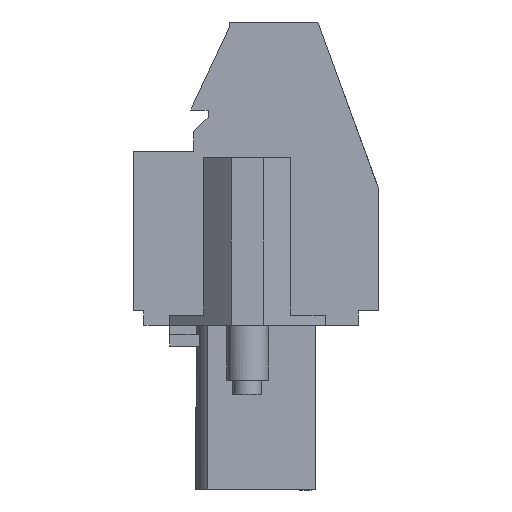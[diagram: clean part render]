
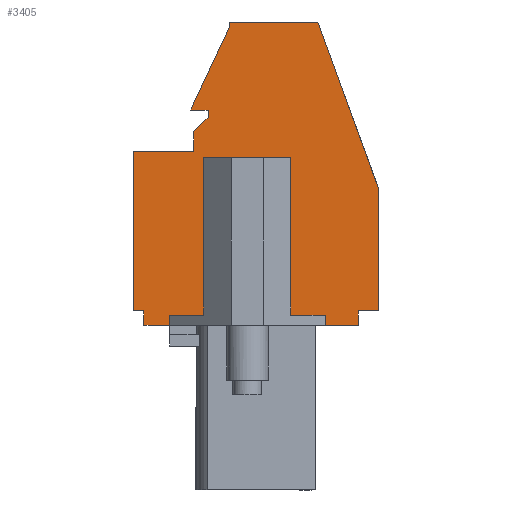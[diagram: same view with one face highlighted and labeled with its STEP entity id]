
A CAD part, left-side view. The second image highlights one B-rep face of the part: STEP entity #3405.
In plain terms, the highlighted planar face has unit normal (-1, 0, 0).
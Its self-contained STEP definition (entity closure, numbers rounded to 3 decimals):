
#1319=AXIS2_PLACEMENT_3D('Plane Axis2P3D',#1316,#1317,#1318) ;
#107=CARTESIAN_POINT('Line Origine',(3.47,1.782,7.95)) ;
#111=CARTESIAN_POINT('Vertex',(3.47,2.58,7.95)) ;
#113=CARTESIAN_POINT('Vertex',(3.47,0.983,7.95)) ;
#148=CARTESIAN_POINT('Vertex',(3.47,10.08,7.95)) ;
#151=CARTESIAN_POINT('Line Origine',(3.47,10.705,7.95)) ;
#155=CARTESIAN_POINT('Vertex',(3.47,11.33,7.95)) ;
#1316=CARTESIAN_POINT('Axis2P3D Location',(3.47,0.,0.)) ;
#3261=CARTESIAN_POINT('Line Origine',(3.47,0.983,8.3)) ;
#3265=CARTESIAN_POINT('Vertex',(3.47,0.983,8.65)) ;
#3268=CARTESIAN_POINT('Line Origine',(3.47,0.492,8.65)) ;
#3272=CARTESIAN_POINT('Vertex',(3.47,0.,8.65)) ;
#3275=CARTESIAN_POINT('Line Origine',(3.47,0.,11.611)) ;
#3279=CARTESIAN_POINT('Vertex',(3.47,0.,14.572)) ;
#3282=CARTESIAN_POINT('Line Origine',(3.47,1.461,18.586)) ;
#3286=CARTESIAN_POINT('Vertex',(3.47,2.922,22.6)) ;
#3289=CARTESIAN_POINT('Line Origine',(3.47,5.052,22.6)) ;
#3293=CARTESIAN_POINT('Vertex',(3.47,7.181,22.6)) ;
#3296=CARTESIAN_POINT('Line Origine',(3.47,7.181,22.5)) ;
#3300=CARTESIAN_POINT('Vertex',(3.47,7.181,22.4)) ;
#3303=CARTESIAN_POINT('Line Origine',(3.47,8.126,20.375)) ;
#3307=CARTESIAN_POINT('Vertex',(3.47,9.07,18.35)) ;
#3310=CARTESIAN_POINT('Line Origine',(3.47,8.65,18.35)) ;
#3314=CARTESIAN_POINT('Vertex',(3.47,8.23,18.35)) ;
#3317=CARTESIAN_POINT('Line Origine',(3.47,8.23,18.175)) ;
#3321=CARTESIAN_POINT('Vertex',(3.47,8.23,18.)) ;
#3324=CARTESIAN_POINT('Line Origine',(3.47,8.58,17.65)) ;
#3328=CARTESIAN_POINT('Vertex',(3.47,8.93,17.3)) ;
#3331=CARTESIAN_POINT('Line Origine',(3.47,8.93,16.825)) ;
#3335=CARTESIAN_POINT('Vertex',(3.47,8.93,16.35)) ;
#3338=CARTESIAN_POINT('Line Origine',(3.47,10.38,16.35)) ;
#3342=CARTESIAN_POINT('Vertex',(3.47,11.83,16.35)) ;
#3345=CARTESIAN_POINT('Line Origine',(3.47,11.83,12.5)) ;
#3349=CARTESIAN_POINT('Vertex',(3.47,11.83,8.65)) ;
#3352=CARTESIAN_POINT('Line Origine',(3.47,11.58,8.65)) ;
#3356=CARTESIAN_POINT('Vertex',(3.47,11.33,8.65)) ;
#3359=CARTESIAN_POINT('Line Origine',(3.47,11.33,8.3)) ;
#3364=CARTESIAN_POINT('Line Origine',(3.47,10.08,8.2)) ;
#3368=CARTESIAN_POINT('Vertex',(3.47,10.08,8.45)) ;
#3371=CARTESIAN_POINT('Line Origine',(3.47,6.33,8.45)) ;
#3375=CARTESIAN_POINT('Vertex',(3.47,2.58,8.45)) ;
#3378=CARTESIAN_POINT('Line Origine',(3.47,2.58,8.2)) ;
#108=DIRECTION('Vector Direction',(0.,-1.,0.)) ;
#152=DIRECTION('Vector Direction',(0.,-1.,0.)) ;
#1317=DIRECTION('Axis2P3D Direction',(-1.,0.,0.)) ;
#1318=DIRECTION('Axis2P3D XDirection',(0.,0.,1.)) ;
#3262=DIRECTION('Vector Direction',(0.,0.,1.)) ;
#3269=DIRECTION('Vector Direction',(0.,-1.,0.)) ;
#3276=DIRECTION('Vector Direction',(0.,0.,1.)) ;
#3283=DIRECTION('Vector Direction',(0.,-0.342,-0.94)) ;
#3290=DIRECTION('Vector Direction',(0.,-1.,0.)) ;
#3297=DIRECTION('Vector Direction',(0.,0.,1.)) ;
#3304=DIRECTION('Vector Direction',(0.,-0.423,0.906)) ;
#3311=DIRECTION('Vector Direction',(0.,1.,0.)) ;
#3318=DIRECTION('Vector Direction',(0.,0.,1.)) ;
#3325=DIRECTION('Vector Direction',(0.,-0.707,0.707)) ;
#3332=DIRECTION('Vector Direction',(0.,0.,1.)) ;
#3339=DIRECTION('Vector Direction',(0.,-1.,0.)) ;
#3346=DIRECTION('Vector Direction',(0.,0.,1.)) ;
#3353=DIRECTION('Vector Direction',(0.,1.,0.)) ;
#3360=DIRECTION('Vector Direction',(0.,0.,-1.)) ;
#3365=DIRECTION('Vector Direction',(0.,0.,1.)) ;
#3372=DIRECTION('Vector Direction',(0.,1.,0.)) ;
#3379=DIRECTION('Vector Direction',(0.,0.,1.)) ;
#109=VECTOR('Line Direction',#108,1.) ;
#153=VECTOR('Line Direction',#152,1.) ;
#3263=VECTOR('Line Direction',#3262,1.) ;
#3270=VECTOR('Line Direction',#3269,1.) ;
#3277=VECTOR('Line Direction',#3276,1.) ;
#3284=VECTOR('Line Direction',#3283,1.) ;
#3291=VECTOR('Line Direction',#3290,1.) ;
#3298=VECTOR('Line Direction',#3297,1.) ;
#3305=VECTOR('Line Direction',#3304,1.) ;
#3312=VECTOR('Line Direction',#3311,1.) ;
#3319=VECTOR('Line Direction',#3318,1.) ;
#3326=VECTOR('Line Direction',#3325,1.) ;
#3333=VECTOR('Line Direction',#3332,1.) ;
#3340=VECTOR('Line Direction',#3339,1.) ;
#3347=VECTOR('Line Direction',#3346,1.) ;
#3354=VECTOR('Line Direction',#3353,1.) ;
#3361=VECTOR('Line Direction',#3360,1.) ;
#3366=VECTOR('Line Direction',#3365,1.) ;
#3373=VECTOR('Line Direction',#3372,1.) ;
#3380=VECTOR('Line Direction',#3379,1.) ;
#3384=ORIENTED_EDGE('',*,*,#115,.T.) ;
#3385=ORIENTED_EDGE('',*,*,#3267,.T.) ;
#3386=ORIENTED_EDGE('',*,*,#3274,.T.) ;
#3387=ORIENTED_EDGE('',*,*,#3281,.T.) ;
#3388=ORIENTED_EDGE('',*,*,#3288,.T.) ;
#3389=ORIENTED_EDGE('',*,*,#3295,.T.) ;
#3390=ORIENTED_EDGE('',*,*,#3302,.T.) ;
#3391=ORIENTED_EDGE('',*,*,#3309,.T.) ;
#3392=ORIENTED_EDGE('',*,*,#3316,.T.) ;
#3393=ORIENTED_EDGE('',*,*,#3323,.T.) ;
#3394=ORIENTED_EDGE('',*,*,#3330,.T.) ;
#3395=ORIENTED_EDGE('',*,*,#3337,.T.) ;
#3396=ORIENTED_EDGE('',*,*,#3344,.T.) ;
#3397=ORIENTED_EDGE('',*,*,#3351,.T.) ;
#3398=ORIENTED_EDGE('',*,*,#3358,.T.) ;
#3399=ORIENTED_EDGE('',*,*,#3363,.T.) ;
#3400=ORIENTED_EDGE('',*,*,#157,.T.) ;
#3401=ORIENTED_EDGE('',*,*,#3370,.T.) ;
#3402=ORIENTED_EDGE('',*,*,#3377,.F.) ;
#3403=ORIENTED_EDGE('',*,*,#3382,.F.) ;
#3405=ADVANCED_FACE('HOUSING',(#3404),#1320,.T.) ;
#115=EDGE_CURVE('',#112,#114,#110,.T.) ;
#157=EDGE_CURVE('',#156,#149,#154,.T.) ;
#3267=EDGE_CURVE('',#114,#3266,#3264,.T.) ;
#3274=EDGE_CURVE('',#3266,#3273,#3271,.T.) ;
#3281=EDGE_CURVE('',#3273,#3280,#3278,.T.) ;
#3288=EDGE_CURVE('',#3280,#3287,#3285,.F.) ;
#3295=EDGE_CURVE('',#3287,#3294,#3292,.F.) ;
#3302=EDGE_CURVE('',#3294,#3301,#3299,.F.) ;
#3309=EDGE_CURVE('',#3301,#3308,#3306,.F.) ;
#3316=EDGE_CURVE('',#3308,#3315,#3313,.F.) ;
#3323=EDGE_CURVE('',#3315,#3322,#3320,.F.) ;
#3330=EDGE_CURVE('',#3322,#3329,#3327,.F.) ;
#3337=EDGE_CURVE('',#3329,#3336,#3334,.F.) ;
#3344=EDGE_CURVE('',#3336,#3343,#3341,.F.) ;
#3351=EDGE_CURVE('',#3343,#3350,#3348,.F.) ;
#3358=EDGE_CURVE('',#3350,#3357,#3355,.F.) ;
#3363=EDGE_CURVE('',#3357,#156,#3362,.T.) ;
#3370=EDGE_CURVE('',#149,#3369,#3367,.T.) ;
#3377=EDGE_CURVE('',#3376,#3369,#3374,.T.) ;
#3382=EDGE_CURVE('',#112,#3376,#3381,.T.) ;
#3383=EDGE_LOOP('',(#3384,#3385,#3386,#3387,#3388,#3389,#3390,#3391,#3392,#3393,#3394,#3395,#3396,#3397,#3398,#3399,#3400,#3401,#3402,#3403)) ;
#3404=FACE_OUTER_BOUND('',#3383,.T.) ;
#110=LINE('Line',#107,#109) ;
#154=LINE('Line',#151,#153) ;
#3264=LINE('Line',#3261,#3263) ;
#3271=LINE('Line',#3268,#3270) ;
#3278=LINE('Line',#3275,#3277) ;
#3285=LINE('Line',#3282,#3284) ;
#3292=LINE('Line',#3289,#3291) ;
#3299=LINE('Line',#3296,#3298) ;
#3306=LINE('Line',#3303,#3305) ;
#3313=LINE('Line',#3310,#3312) ;
#3320=LINE('Line',#3317,#3319) ;
#3327=LINE('Line',#3324,#3326) ;
#3334=LINE('Line',#3331,#3333) ;
#3341=LINE('Line',#3338,#3340) ;
#3348=LINE('Line',#3345,#3347) ;
#3355=LINE('Line',#3352,#3354) ;
#3362=LINE('Line',#3359,#3361) ;
#3367=LINE('Line',#3364,#3366) ;
#3374=LINE('Line',#3371,#3373) ;
#3381=LINE('Line',#3378,#3380) ;
#1320=PLANE('',#1319) ;
#112=VERTEX_POINT('',#111) ;
#114=VERTEX_POINT('',#113) ;
#149=VERTEX_POINT('',#148) ;
#156=VERTEX_POINT('',#155) ;
#3266=VERTEX_POINT('',#3265) ;
#3273=VERTEX_POINT('',#3272) ;
#3280=VERTEX_POINT('',#3279) ;
#3287=VERTEX_POINT('',#3286) ;
#3294=VERTEX_POINT('',#3293) ;
#3301=VERTEX_POINT('',#3300) ;
#3308=VERTEX_POINT('',#3307) ;
#3315=VERTEX_POINT('',#3314) ;
#3322=VERTEX_POINT('',#3321) ;
#3329=VERTEX_POINT('',#3328) ;
#3336=VERTEX_POINT('',#3335) ;
#3343=VERTEX_POINT('',#3342) ;
#3350=VERTEX_POINT('',#3349) ;
#3357=VERTEX_POINT('',#3356) ;
#3369=VERTEX_POINT('',#3368) ;
#3376=VERTEX_POINT('',#3375) ;
